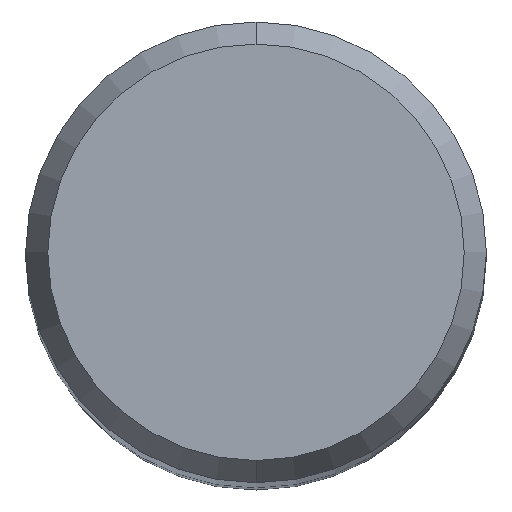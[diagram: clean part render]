
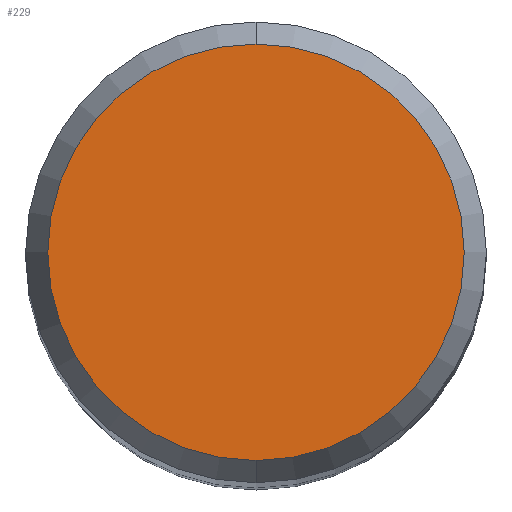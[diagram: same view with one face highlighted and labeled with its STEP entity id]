
A CAD part, top view. The second image highlights one B-rep face of the part: STEP entity #229.
In plain terms, the highlighted planar face has unit normal (0, 0, 1).
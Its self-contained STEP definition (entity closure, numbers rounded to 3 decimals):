
#111=EDGE_CURVE('',#125,#163,#264,.T.);
#125=VERTEX_POINT('',#280);
#155=EDGE_CURVE('',#163,#125,#313,.T.);
#163=VERTEX_POINT('',#321);
#229=ADVANCED_FACE('',(#396),#397,.T.);
#264=CIRCLE('',#429,2.158);
#280=CARTESIAN_POINT('',(0.0,2.158,0.));
#313=CIRCLE('',#495,2.158);
#321=CARTESIAN_POINT('',(0.,-2.158,0.));
#396=FACE_OUTER_BOUND('',#598,.T.);
#397=PLANE('',#599);
#429=AXIS2_PLACEMENT_3D('',#624,#625,#626);
#495=AXIS2_PLACEMENT_3D('',#685,#686,#687);
#598=EDGE_LOOP('',(#788,#789));
#599=AXIS2_PLACEMENT_3D('',#790,#791,#792);
#624=CARTESIAN_POINT('',(0.0,0.0,0.));
#625=DIRECTION('',(0.0,0.0,-1.0));
#626=DIRECTION('',(0.0,1.0,0.0));
#685=CARTESIAN_POINT('',(0.0,0.0,0.));
#686=DIRECTION('',(0.0,0.0,-1.0));
#687=DIRECTION('',(0.0,1.0,0.0));
#788=ORIENTED_EDGE('',*,*,#111,.F.);
#789=ORIENTED_EDGE('',*,*,#155,.F.);
#790=CARTESIAN_POINT('',(0.0,1.079,0.));
#791=DIRECTION('',(-0.0,0.0,1.0));
#792=DIRECTION('',(0.0,-1.0,0.0));
